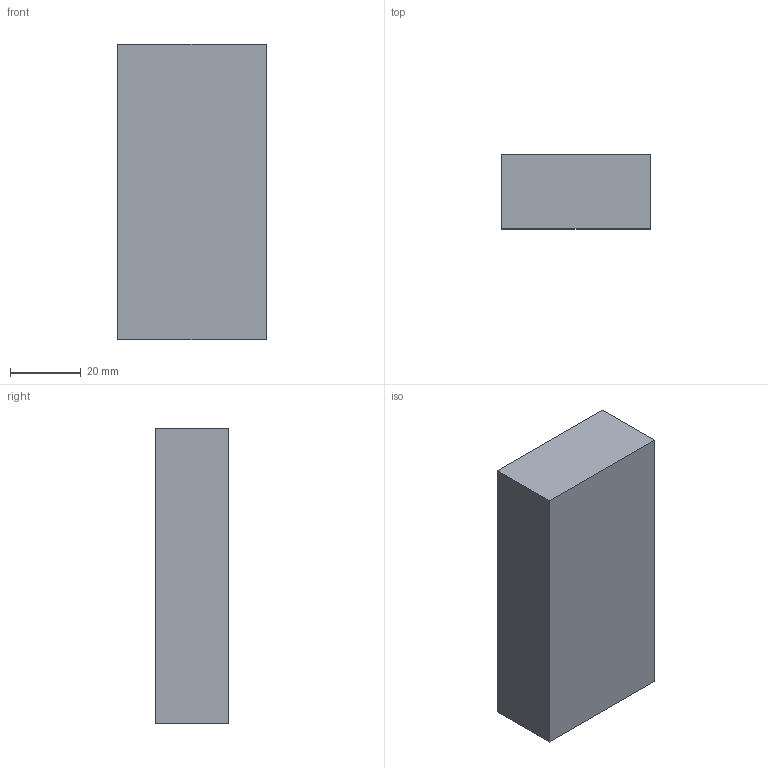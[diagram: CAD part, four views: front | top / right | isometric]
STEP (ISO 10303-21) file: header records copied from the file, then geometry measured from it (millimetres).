
FILE_DESCRIPTION(('STEP AP214'),'1');
FILE_NAME('Deuterium.stp','2023-03-27T14:47:43',('Joris'),(' '),'Spatial InterOp 3D','CST ACIS InterOp Converter 2021',' ');
FILE_SCHEMA(('AUTOMOTIVE_DESIGN { 1 0 10303 214 1 1 1 1 }'));
Length unit declared in the file: millimetre
Products named in the file (1): Self-Grounded Bow-Tie/BuildingBlock|BuildingBlock_Filling
Bounding box: 42 x 20.82 x 83.32 mm (x, y, z)
Volume: 72852.4 mm3; surface area: 14767.8 mm2
Topology: 1 solids, 3 shells, 12 faces, 32 edges, 24 vertices
Faces by surface type: plane 8, cylinder 4
Entity records: 581 total; most frequent: CARTESIAN_POINT 259, DIRECTION 50, ORIENTED_EDGE 48, EDGE_CURVE 32, VERTEX_POINT 24, LINE 20, VECTOR 20, AXIS2_PLACEMENT_3D 15
